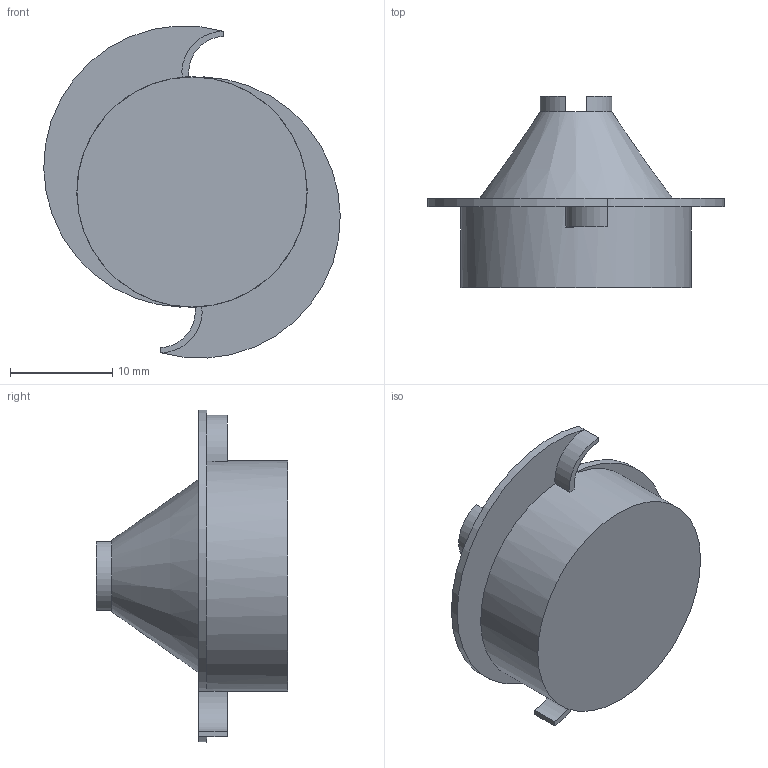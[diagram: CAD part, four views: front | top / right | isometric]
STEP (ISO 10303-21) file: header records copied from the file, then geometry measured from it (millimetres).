
FILE_DESCRIPTION(/* description */ (''),/* implementation_level */ '2;1');
FILE_NAME(/* name */ 'Chiral_cheerio_STEP.step',/* time_stamp */ '2024-12-10T14:34:08-05:00',/* author */ (''),/* organization */ (''),/* preprocessor_version */ 'ST-DEVELOPER v20',/* originating_system */ 'Autodesk Translation Framework v13.20.0.188',/* authorisation */ '');
FILE_SCHEMA (('AUTOMOTIVE_DESIGN { 1 0 10303 214 3 1 1 }'));
Length unit declared in the file: millimetre
Products named in the file (1): best_spinnyspin_INVERSE
Bounding box: 28.98 x 18.7 x 32.45 mm (x, y, z)
Volume: 3644.2 mm3; surface area: 2886.7 mm2
Topology: 1 solids, 1 shells, 47 faces, 137 edges, 88 vertices
Faces by surface type: plane 26, cylinder 19, cone 2
Full cylindrical faces by diameter (mm): 17.4 x1, 22.5 x1
Entity records: 1622 total; most frequent: DIRECTION 299, ORIENTED_EDGE 274, CARTESIAN_POINT 273, EDGE_CURVE 137, AXIS2_PLACEMENT_3D 114, VERTEX_POINT 88, LINE 71, VECTOR 71
